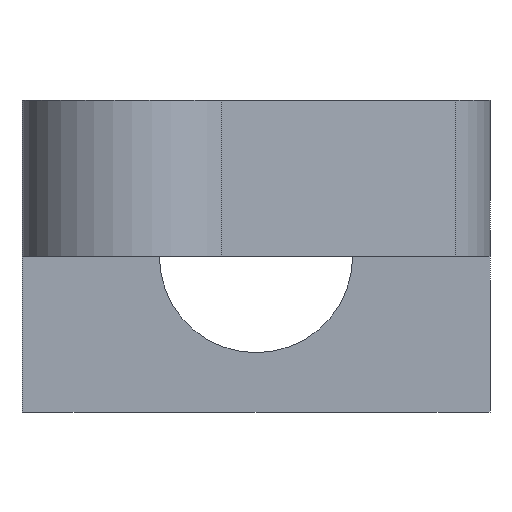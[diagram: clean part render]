
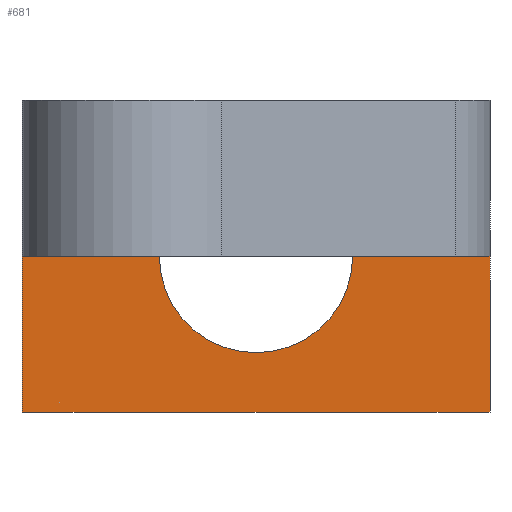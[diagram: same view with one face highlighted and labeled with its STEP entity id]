
A CAD part, front view. The second image highlights one B-rep face of the part: STEP entity #681.
In plain terms, the highlighted planar face has unit normal (0, -1, 0).
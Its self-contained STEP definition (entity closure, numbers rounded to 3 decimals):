
#45=FACE_OUTER_BOUND('',#85,.T.);
#85=EDGE_LOOP('',(#461,#462,#463,#464,#465,#466));
#131=CIRCLE('',#736,3.1);
#159=LINE('',#1017,#226);
#160=LINE('',#1019,#227);
#161=LINE('',#1021,#228);
#162=LINE('',#1022,#229);
#163=LINE('',#1023,#230);
#226=VECTOR('',#816,10.);
#227=VECTOR('',#817,10.);
#228=VECTOR('',#818,10.);
#229=VECTOR('',#819,10.);
#230=VECTOR('',#820,10.);
#291=VERTEX_POINT('',#1005);
#292=VERTEX_POINT('',#1006);
#294=VERTEX_POINT('',#1015);
#295=VERTEX_POINT('',#1016);
#296=VERTEX_POINT('',#1018);
#297=VERTEX_POINT('',#1020);
#356=EDGE_CURVE('',#292,#291,#131,.T.);
#359=EDGE_CURVE('',#294,#295,#159,.T.);
#360=EDGE_CURVE('',#296,#295,#160,.T.);
#361=EDGE_CURVE('',#297,#296,#161,.T.);
#362=EDGE_CURVE('',#292,#297,#162,.T.);
#363=EDGE_CURVE('',#294,#291,#163,.T.);
#461=ORIENTED_EDGE('',*,*,#359,.T.);
#462=ORIENTED_EDGE('',*,*,#360,.F.);
#463=ORIENTED_EDGE('',*,*,#361,.F.);
#464=ORIENTED_EDGE('',*,*,#362,.F.);
#465=ORIENTED_EDGE('',*,*,#356,.T.);
#466=ORIENTED_EDGE('',*,*,#363,.F.);
#655=PLANE('',#738);
#681=ADVANCED_FACE('',(#45),#655,.T.);
#736=AXIS2_PLACEMENT_3D('',#1010,#809,#810);
#738=AXIS2_PLACEMENT_3D('',#1014,#814,#815);
#809=DIRECTION('center_axis',(0.,1.,0.));
#810=DIRECTION('ref_axis',(-1.,0.,0.));
#814=DIRECTION('center_axis',(0.,-1.,0.));
#815=DIRECTION('ref_axis',(-1.,0.,0.));
#816=DIRECTION('',(0.,0.,-1.));
#817=DIRECTION('',(-1.,0.,0.));
#818=DIRECTION('',(0.,0.,-1.));
#819=DIRECTION('',(1.,0.,0.));
#820=DIRECTION('',(1.,0.,0.));
#1005=CARTESIAN_POINT('',(4.4,62.25,10.));
#1006=CARTESIAN_POINT('',(10.6,62.25,10.));
#1010=CARTESIAN_POINT('Origin',(7.5,62.25,10.));
#1014=CARTESIAN_POINT('Origin',(15.,62.25,10.));
#1015=CARTESIAN_POINT('',(0.,62.25,10.));
#1016=CARTESIAN_POINT('',(0.,62.25,5.));
#1017=CARTESIAN_POINT('',(0.,62.25,10.));
#1018=CARTESIAN_POINT('',(15.,62.25,5.));
#1019=CARTESIAN_POINT('',(0.,62.25,5.));
#1020=CARTESIAN_POINT('',(15.,62.25,10.));
#1021=CARTESIAN_POINT('',(15.,62.25,10.));
#1022=CARTESIAN_POINT('',(11.25,62.25,10.));
#1023=CARTESIAN_POINT('',(11.25,62.25,10.));
